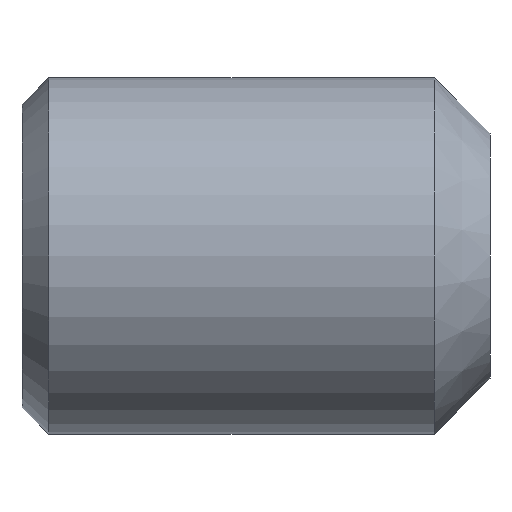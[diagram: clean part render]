
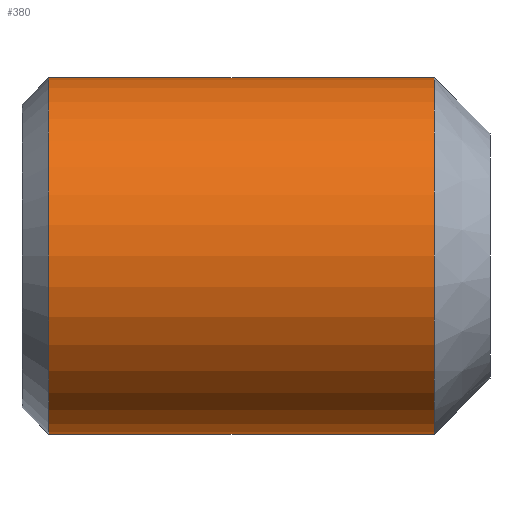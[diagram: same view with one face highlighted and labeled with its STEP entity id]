
A CAD part, front view. The second image highlights one B-rep face of the part: STEP entity #380.
In plain terms, the highlighted cylindrical face has radius 4 mm (diameter 8 mm), a partial arc.
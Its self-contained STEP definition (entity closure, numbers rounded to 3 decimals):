
#2 = DIRECTION ( 'NONE',  ( -1., 0., 0. ) ) ;
#29 = VERTEX_POINT ( 'NONE', #526 ) ;
#44 = ORIENTED_EDGE ( 'NONE', *, *, #312, .F. ) ;
#45 = EDGE_CURVE ( 'NONE', #104, #29, #278, .T. ) ;
#47 = CARTESIAN_POINT ( 'NONE',  ( 9.25, 0., 4. ) ) ;
#57 = EDGE_LOOP ( 'NONE', ( #44, #403, #370, #168 ) ) ;
#80 = VECTOR ( 'NONE', #215, 1000. ) ;
#81 = DIRECTION ( 'NONE',  ( -1., 0., 0. ) ) ;
#98 = CIRCLE ( 'NONE', #286, 4. ) ;
#100 = CYLINDRICAL_SURFACE ( 'NONE', #463, 4. ) ;
#103 = LINE ( 'NONE', #165, #80 ) ;
#104 = VERTEX_POINT ( 'NONE', #47 ) ;
#121 = AXIS2_PLACEMENT_3D ( 'NONE', #449, #551, #400 ) ;
#136 = DIRECTION ( 'NONE',  ( 0., 0., 1. ) ) ;
#165 = CARTESIAN_POINT ( 'NONE',  ( -12.7, 0., -4. ) ) ;
#168 = ORIENTED_EDGE ( 'NONE', *, *, #604, .F. ) ;
#195 = FACE_OUTER_BOUND ( 'NONE', #57, .T. ) ;
#215 = DIRECTION ( 'NONE',  ( -1., 0., 0. ) ) ;
#267 = CARTESIAN_POINT ( 'NONE',  ( -12.7, 0., 0. ) ) ;
#278 = LINE ( 'NONE', #584, #545 ) ;
#286 = AXIS2_PLACEMENT_3D ( 'NONE', #470, #553, #136 ) ;
#312 = EDGE_CURVE ( 'NONE', #558, #619, #103, .T. ) ;
#328 = DIRECTION ( 'NONE',  ( 0., 0., 1. ) ) ;
#336 = CIRCLE ( 'NONE', #121, 4. ) ;
#370 = ORIENTED_EDGE ( 'NONE', *, *, #45, .T. ) ;
#380 = ADVANCED_FACE ( 'NONE', ( #195 ), #100, .T. ) ;
#400 = DIRECTION ( 'NONE',  ( 0., 0., 1. ) ) ;
#403 = ORIENTED_EDGE ( 'NONE', *, *, #534, .T. ) ;
#410 = CARTESIAN_POINT ( 'NONE',  ( 0.6, 0., -4. ) ) ;
#449 = CARTESIAN_POINT ( 'NONE',  ( 9.25, 0., 0. ) ) ;
#463 = AXIS2_PLACEMENT_3D ( 'NONE', #267, #81, #328 ) ;
#470 = CARTESIAN_POINT ( 'NONE',  ( 0.6, 0., 0. ) ) ;
#526 = CARTESIAN_POINT ( 'NONE',  ( 0.6, 0., 4. ) ) ;
#534 = EDGE_CURVE ( 'NONE', #558, #104, #336, .T. ) ;
#545 = VECTOR ( 'NONE', #2, 1000. ) ;
#551 = DIRECTION ( 'NONE',  ( -1., 0., 0. ) ) ;
#553 = DIRECTION ( 'NONE',  ( -1., 0., 0. ) ) ;
#558 = VERTEX_POINT ( 'NONE', #596 ) ;
#584 = CARTESIAN_POINT ( 'NONE',  ( -12.7, 0., 4. ) ) ;
#596 = CARTESIAN_POINT ( 'NONE',  ( 9.25, 0., -4. ) ) ;
#604 = EDGE_CURVE ( 'NONE', #619, #29, #98, .T. ) ;
#619 = VERTEX_POINT ( 'NONE', #410 ) ;
